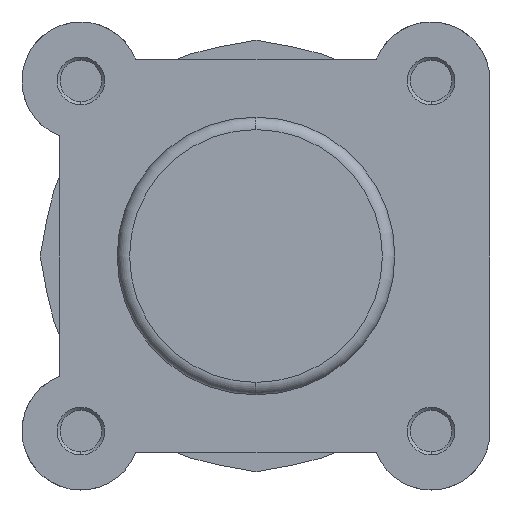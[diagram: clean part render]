
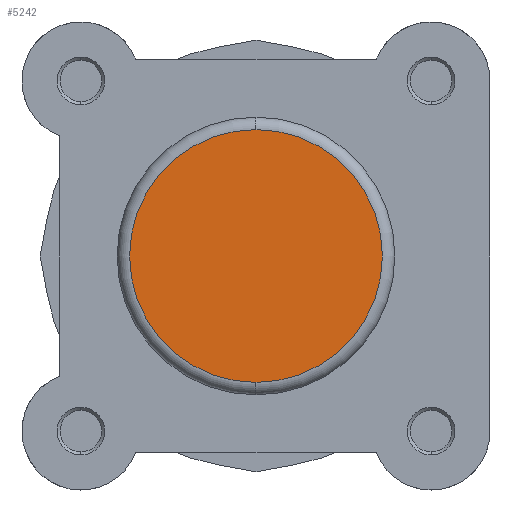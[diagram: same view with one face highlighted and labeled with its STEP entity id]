
A CAD part, left-side view. The second image highlights one B-rep face of the part: STEP entity #5242.
In plain terms, the highlighted planar face has unit normal (-1, 0, 0).
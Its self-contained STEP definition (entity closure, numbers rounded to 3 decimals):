
#350 = CIRCLE ( 'NONE', #3683, 20.4 ) ;
#395 = CIRCLE ( 'NONE', #4147, 20.4 ) ;
#819 = FACE_OUTER_BOUND ( 'NONE', #3579, .T. ) ;
#1099 = CARTESIAN_POINT ( 'NONE',  ( 0., 0., -20.4 ) ) ;
#1466 = CARTESIAN_POINT ( 'NONE',  ( 0., 0., 20.4 ) ) ;
#1560 = VERTEX_POINT ( 'NONE', #1099 ) ;
#1601 = VERTEX_POINT ( 'NONE', #1466 ) ;
#2232 = CARTESIAN_POINT ( 'NONE',  ( 0., 0., 0. ) ) ;
#2233 = PLANE ( 'NONE',  #3961 ) ;
#2235 = DIRECTION ( 'NONE',  ( 1., 0., 0. ) ) ;
#2236 = DIRECTION ( 'NONE',  ( 0., 0., -1. ) ) ;
#3051 = DIRECTION ( 'NONE',  ( 0., 0., -1. ) ) ;
#3064 = CARTESIAN_POINT ( 'NONE',  ( 0., 0., 0. ) ) ;
#3272 = DIRECTION ( 'NONE',  ( -1., 0., 0. ) ) ;
#3305 = DIRECTION ( 'NONE',  ( -1., 0., 0. ) ) ;
#3307 = CARTESIAN_POINT ( 'NONE',  ( 0., 0., 0. ) ) ;
#3314 = DIRECTION ( 'NONE',  ( 0., 0., -1. ) ) ;
#3579 = EDGE_LOOP ( 'NONE', ( #5042, #5043 ) ) ;
#3683 = AXIS2_PLACEMENT_3D ( 'NONE', #3307, #3305, #3314 ) ;
#3961 = AXIS2_PLACEMENT_3D ( 'NONE', #2232, #2235, #2236 ) ;
#4147 = AXIS2_PLACEMENT_3D ( 'NONE', #3064, #3272, #3051 ) ;
#4376 = EDGE_CURVE ( 'NONE', #1560, #1601, #350, .T. ) ;
#4405 = EDGE_CURVE ( 'NONE', #1601, #1560, #395, .T. ) ;
#5042 = ORIENTED_EDGE ( 'NONE', *, *, #4376, .T. ) ;
#5043 = ORIENTED_EDGE ( 'NONE', *, *, #4405, .T. ) ;
#5242 = ADVANCED_FACE ( 'NONE', ( #819 ), #2233, .F. ) ;
